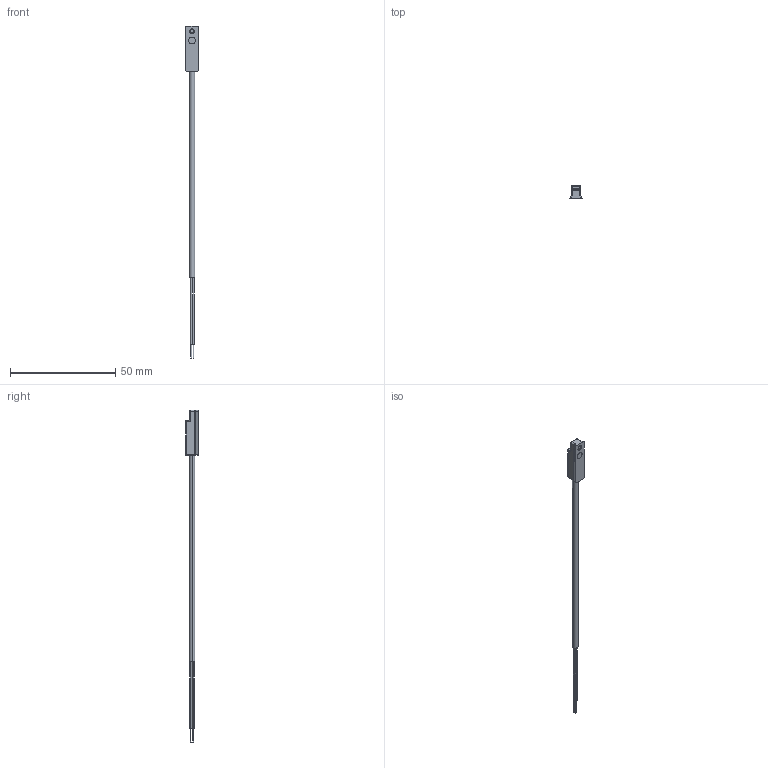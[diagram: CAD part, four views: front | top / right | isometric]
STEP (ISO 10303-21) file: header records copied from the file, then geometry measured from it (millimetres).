
FILE_DESCRIPTION (( 'STEP AP203' ), '1' );
FILE_NAME ('CPS9E-AN-A.step', '2024-04-30T17:17:03', ( '' ), ( '' ), 'SwSTEP 2.0', 'SolidWorks 2023', '' );
FILE_SCHEMA (( 'CONFIG_CONTROL_DESIGN' ));
Length unit declared in the file: inch
Products named in the file (1): CPS9E-AN-A
Bounding box: 5.94 x 6.11 x 157.73 mm (x, y, z)
Volume: 1154.4 mm3; surface area: 1604.6 mm2
Topology: 1 solids, 1 shells, 83 faces, 186 edges, 109 vertices
Faces by surface type: cylinder 41, plane 24, bspline 12, cone 6
Entity records: 2508 total; most frequent: CARTESIAN_POINT 635, DIRECTION 393, ORIENTED_EDGE 360, EDGE_CURVE 180, AXIS2_PLACEMENT_3D 159, VERTEX_POINT 109, EDGE_LOOP 93, CIRCLE 87
